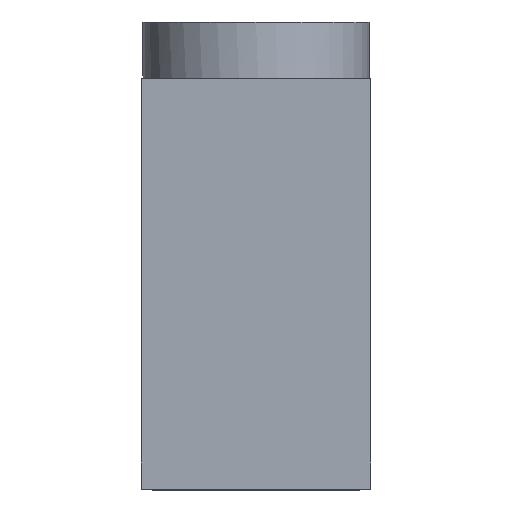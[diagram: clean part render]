
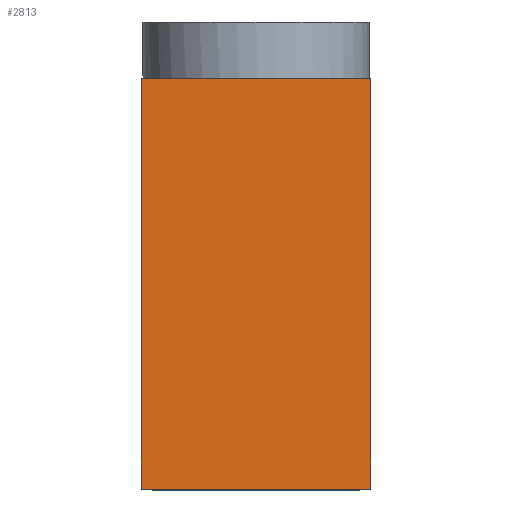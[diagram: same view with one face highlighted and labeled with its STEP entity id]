
A CAD part, front view. The second image highlights one B-rep face of the part: STEP entity #2813.
In plain terms, the highlighted planar face has unit normal (0, -1, 0).
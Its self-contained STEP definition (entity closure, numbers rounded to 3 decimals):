
#162=FACE_OUTER_BOUND('',#309,.T.);
#309=EDGE_LOOP('',(#2162,#2163,#2164,#2165));
#569=LINE('',#4125,#846);
#640=LINE('',#4314,#917);
#678=LINE('',#4430,#955);
#679=LINE('',#4431,#956);
#846=VECTOR('',#3277,10.);
#917=VECTOR('',#3448,10.);
#955=VECTOR('',#3590,10.);
#956=VECTOR('',#3591,10.);
#1123=VERTEX_POINT('',#4122);
#1124=VERTEX_POINT('',#4124);
#1191=VERTEX_POINT('',#4311);
#1192=VERTEX_POINT('',#4313);
#1415=EDGE_CURVE('',#1124,#1123,#569,.T.);
#1511=EDGE_CURVE('',#1192,#1191,#640,.T.);
#1567=EDGE_CURVE('',#1123,#1192,#678,.T.);
#1568=EDGE_CURVE('',#1124,#1191,#679,.T.);
#2162=ORIENTED_EDGE('',*,*,#1415,.T.);
#2163=ORIENTED_EDGE('',*,*,#1567,.T.);
#2164=ORIENTED_EDGE('',*,*,#1511,.T.);
#2165=ORIENTED_EDGE('',*,*,#1568,.F.);
#2694=PLANE('',#3026);
#2813=ADVANCED_FACE('',(#162),#2694,.T.);
#3026=AXIS2_PLACEMENT_3D('',#4429,#3588,#3589);
#3277=DIRECTION('',(-1.,0.,0.));
#3448=DIRECTION('',(1.,0.,0.));
#3588=DIRECTION('center_axis',(0.,-1.,0.));
#3589=DIRECTION('ref_axis',(0.,0.,
1.));
#3590=DIRECTION('',(0.,0.,-1.));
#3591=DIRECTION('',(0.,0.,-1.));
#4122=CARTESIAN_POINT('',(-12.1,-12.1,18.1));
#4124=CARTESIAN_POINT('',(12.2,-12.1,18.1));
#4125=CARTESIAN_POINT('',(-6.025,-12.1,18.1));
#4311=CARTESIAN_POINT('',(12.2,-12.1,-25.4));
#4313=CARTESIAN_POINT('',(-12.1,-12.1,-25.4));
#4314=CARTESIAN_POINT('',(-12.1,-12.1,-25.4));
#4429=CARTESIAN_POINT('Origin',(-12.1,-12.1,25.6));
#4430=CARTESIAN_POINT('',(-12.1,-12.1,25.6));
#4431=CARTESIAN_POINT('',(12.2,-12.1,25.6));
